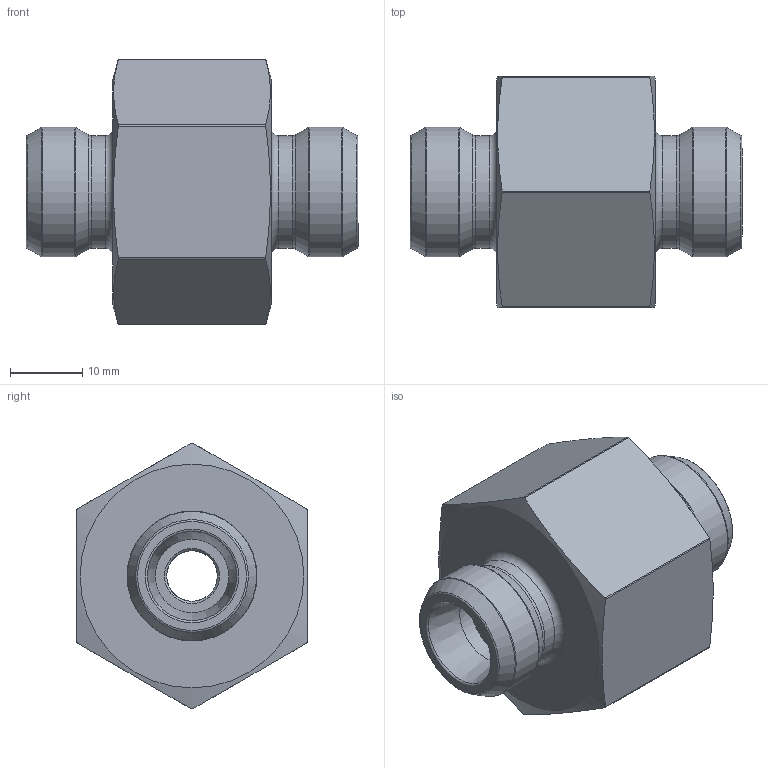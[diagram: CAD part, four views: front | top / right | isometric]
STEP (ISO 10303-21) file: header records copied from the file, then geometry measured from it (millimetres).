
FILE_DESCRIPTION(/* description */ (''),/* implementation_level */ '2;1');
FILE_NAME(/* name */ 'X-DEV10.stp',/* time_stamp */ '2023-10-16T11:46:24+02:00',/* author */ (''),/* organization */ (''),/* preprocessor_version */ 'ST-DEVELOPER v16',/* originating_system */ 'SIEMENS PLM Software NX 10.0',/* authorisation */ '');
FILE_SCHEMA (('CONFIG_CONTROL_DESIGN'));
Length unit declared in the file: millimetre
Products named in the file (1): X-DEV10
Bounding box: 46 x 32 x 36.83 mm (x, y, z)
Volume: 20755.7 mm3; surface area: 6792.1 mm2
Topology: 1 solids, 1 shells, 51 faces, 116 edges, 70 vertices
Faces by surface type: cylinder 14, cone 13, plane 12, torus 12
Full cylindrical faces by diameter (mm): 7 x1, 10.195 x2, 11.6 x1, 15.6 x2, 18 x2
Entity records: 1400 total; most frequent: CARTESIAN_POINT 324, DIRECTION 216, ORIENTED_EDGE 156, AXIS2_PLACEMENT_3D 102, EDGE_LOOP 90, EDGE_CURVE 78, FACE_BOUND 77, VERTEX_POINT 64
